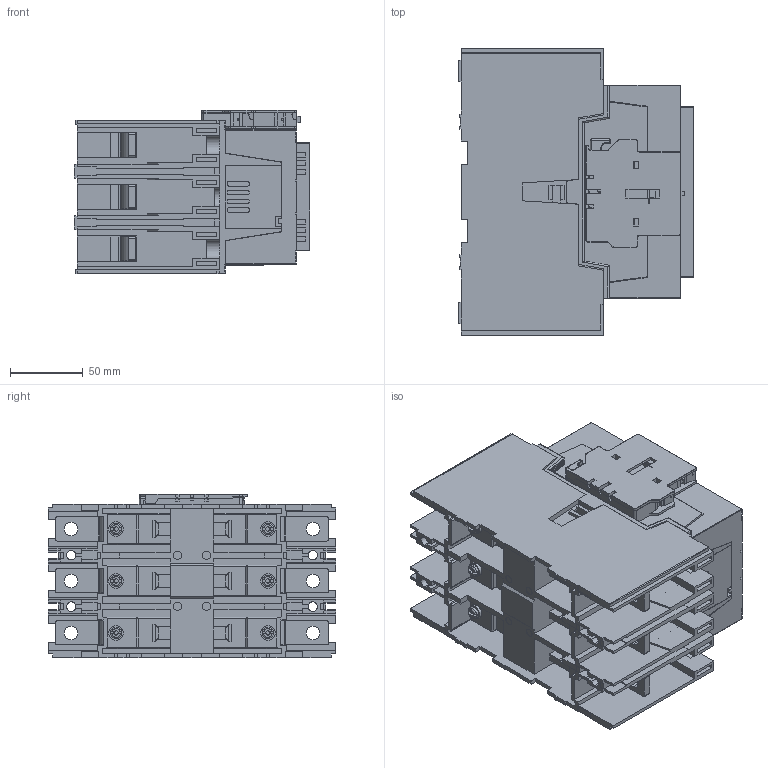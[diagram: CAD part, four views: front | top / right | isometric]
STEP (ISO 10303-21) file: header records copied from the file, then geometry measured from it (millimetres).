
FILE_DESCRIPTION (( 'STEP AP214' ), '1' );
FILE_NAME ('BA185-30-11-42.STEP', '2020-10-09T05:22:04', ( '' ), ( '' ), 'SwSTEP 2.0', 'SolidWorks 2017', '' );
FILE_SCHEMA (( 'AUTOMOTIVE_DESIGN' ));
Length unit declared in the file: millimetre
Products named in the file (3): BA185-30-11-42; BA185-30-11-42 - (002); BA185-30-11-42 - (001)
Assembly tree (2 placements, depth 2):
  BA185-30-11-42
    BA185-30-11-42 - (001)
    BA185-30-11-42 - (002)
Bounding box: 162 x 198 x 112.8 mm (x, y, z)
Volume: 2095085.4 mm3; surface area: 308198.5 mm2
Topology: 2 solids, 2 shells, 2180 faces, 6103 edges, 3964 vertices
Faces by surface type: plane 1717, cylinder 375, torus 58, sphere 26, bspline 4
Entity records: 69328 total; most frequent: CARTESIAN_POINT 12713, ORIENTED_EDGE 12146, DIRECTION 11217, EDGE_CURVE 6073, LINE 5129, VECTOR 5129, VERTEX_POINT 3964, AXIS2_PLACEMENT_3D 3044
